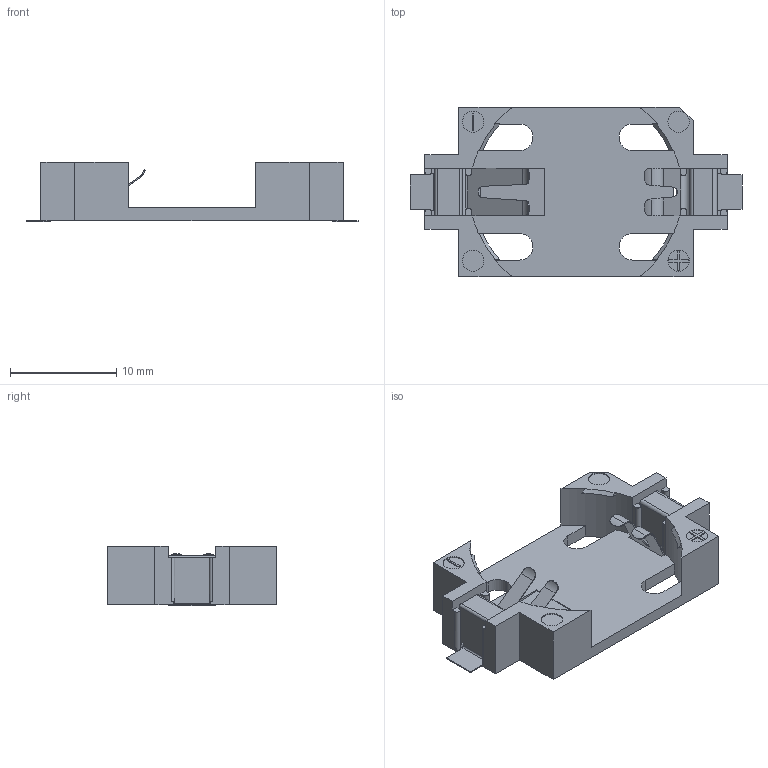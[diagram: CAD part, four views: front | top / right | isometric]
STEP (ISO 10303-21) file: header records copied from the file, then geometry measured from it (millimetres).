
FILE_DESCRIPTION (( 'STEP AP214' ), '1' );
FILE_NAME ('BAT-SMD_L28.5-W16.0-H5.5-LS31.3_CR2032-BS-6-1.STEP', '2022-09-16T09:32:16', ( '' ), ( '' ), 'SwSTEP 2.0', 'SolidWorks 2020', '' );
FILE_SCHEMA (( 'AUTOMOTIVE_DESIGN' ));
Length unit declared in the file: millimetre
Products named in the file (1): BAT-SMD_L28.5-W16.0-H5.5-LS31.3_CR2032-BS-6-1
Bounding box: 31.3 x 16 x 5.6 mm (x, y, z)
Volume: 716.3 mm3; surface area: 1796.3 mm2
Topology: 1 solids, 1 shells, 523 faces, 1476 edges, 969 vertices
Faces by surface type: plane 340, bspline 98, cylinder 81, cone 4
Entity records: 23235 total; most frequent: CARTESIAN_POINT 4579, ORIENTED_EDGE 2952, DIRECTION 2218, EDGE_CURVE 1476, VECTOR 1054, LINE 1054, VERTEX_POINT 969, AXIS2_PLACEMENT_3D 582
